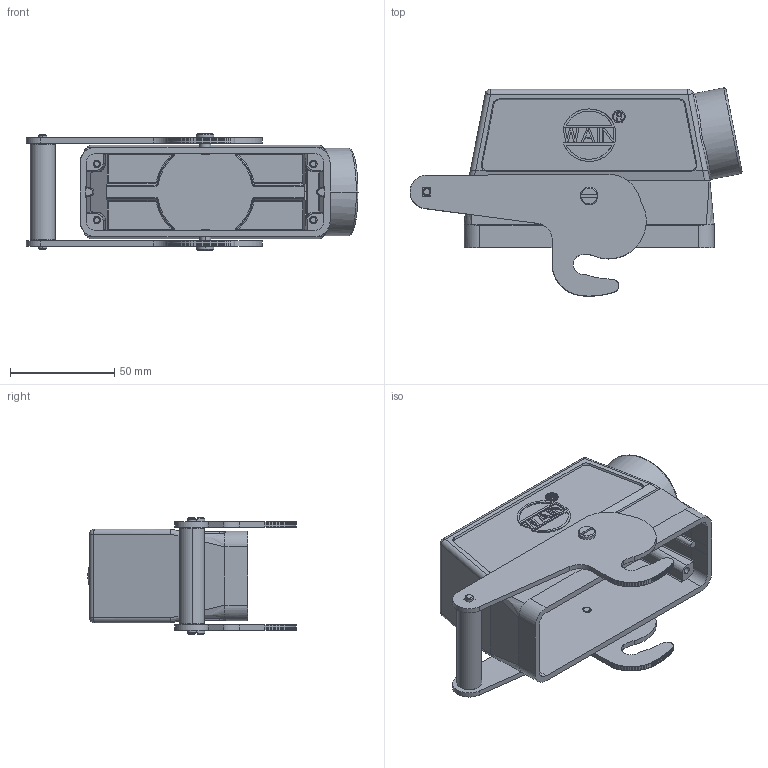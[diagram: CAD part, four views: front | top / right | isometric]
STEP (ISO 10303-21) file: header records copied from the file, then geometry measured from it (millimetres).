
FILE_DESCRIPTION((''),'2;1');
FILE_NAME('3D_1110245555012_H24B-SEH-1L_C-','2020-09-29T',('dn.ye'),(''),'PRO/ENGINEER BY PARAMETRIC TECHNOLOGY CORPORATION, 2012480','PRO/ENGINEER BY PARAMETRIC TECHNOLOGY CORPORATION, 2012480','');
FILE_SCHEMA(('CONFIG_CONTROL_DESIGN'));
Length unit declared in the file: millimetre
Products named in the file (1): 3D_1110245555012_H24B-SEH-1L_C-
Bounding box: 159.4 x 100.05 x 55.8 mm (x, y, z)
Volume: 115802.7 mm3; surface area: 74335 mm2
Topology: 1 solids, 3 shells, 703 faces, 1920 edges, 1249 vertices
Faces by surface type: plane 308, cylinder 263, cone 45, bspline 43, sphere 22, torus 12, extrusion 10
Entity records: 26488 total; most frequent: CARTESIAN_POINT 8762, ORIENTED_EDGE 3798, DIRECTION 3604, EDGE_CURVE 1899, AXIS2_PLACEMENT_3D 1288, VERTEX_POINT 1249, VECTOR 1028, LINE 1018
